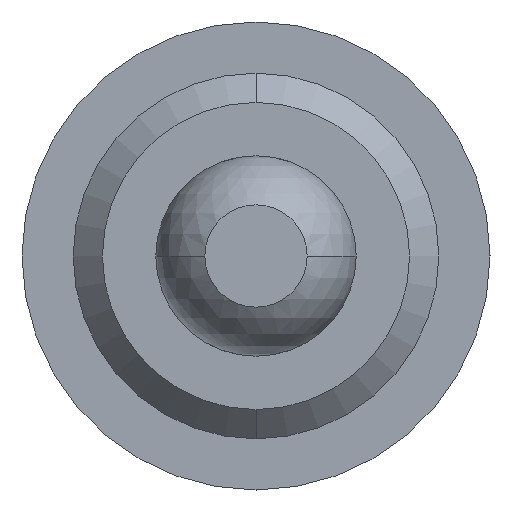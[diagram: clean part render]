
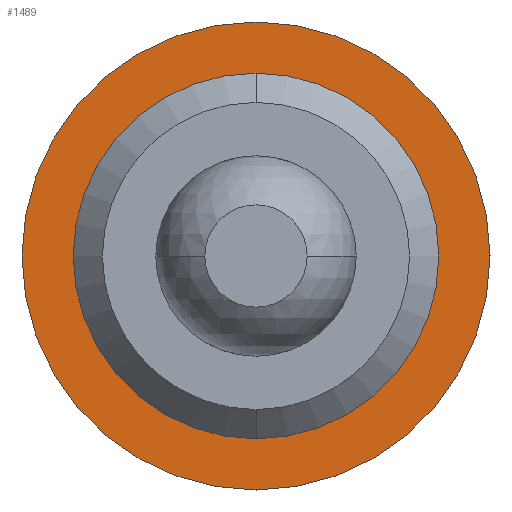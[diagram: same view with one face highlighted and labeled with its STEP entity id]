
A CAD part, front view. The second image highlights one B-rep face of the part: STEP entity #1489.
In plain terms, the highlighted planar face has unit normal (0, -1, 0).
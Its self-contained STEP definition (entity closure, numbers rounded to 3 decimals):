
#28 = EDGE_CURVE ( 'Defeature ausgef�hrt2_1+Defeature ausgef�hrt2_2+Defeature ausgef�hrt2_2+Defeature ausgef�hrt2_2', #4981, #4015, #3811, .T. ) ;
#188 = CIRCLE ( 'NONE', #203, 1.6 ) ;
#203 = AXIS2_PLACEMENT_3D ( 'NONE', #5117, #1891, #963 ) ;
#207 = ORIENTED_EDGE ( 'NONE', *, *, #372, .F. ) ;
#221 = DIRECTION ( 'NONE',  ( 0., 1., 0. ) ) ;
#234 = VERTEX_POINT ( 'NONE', #432 ) ;
#347 = DIRECTION ( 'NONE',  ( 0., 0., -1. ) ) ;
#372 = EDGE_CURVE ( 'Defeature ausgef�hrt2_1+Defeature ausgef�hrt2_2+Defeature ausgef�hrt2_2+Defeature ausgef�hrt2_2', #4015, #4981, #188, .T. ) ;
#432 = CARTESIAN_POINT ( 'NONE',  ( 0., 6.7, -1.25 ) ) ;
#451 = AXIS2_PLACEMENT_3D ( 'NONE', #3017, #5831, #347 ) ;
#691 = DIRECTION ( 'NONE',  ( 0., 1., 0. ) ) ;
#707 = CARTESIAN_POINT ( 'NONE',  ( 1.09, 6.7, 0. ) ) ;
#723 = ORIENTED_EDGE ( 'NONE', *, *, #5903, .F. ) ;
#963 = DIRECTION ( 'NONE',  ( 0., 0., 1. ) ) ;
#1326 = DIRECTION ( 'NONE',  ( 0., -1., 0. ) ) ;
#1384 = EDGE_LOOP ( 'NONE', ( #2240, #723 ) ) ;
#1399 = AXIS2_PLACEMENT_3D ( 'NONE', #4848, #691, #1586 ) ;
#1489 = ADVANCED_FACE ( 'Defeature ausgef�hrt2_2', ( #4628, #2314 ), #5716, .F. ) ;
#1586 = DIRECTION ( 'NONE',  ( 0., 0., 1. ) ) ;
#1634 = EDGE_CURVE ( 'Defeature ausgef�hrt2_6+Defeature ausgef�hrt2_2+Defeature ausgef�hrt2_2+Defeature ausgef�hrt2_2', #234, #4752, #3513, .T. ) ;
#1688 = CARTESIAN_POINT ( 'NONE',  ( 0., 6.7, 1.25 ) ) ;
#1719 = EDGE_LOOP ( 'NONE', ( #207, #2006 ) ) ;
#1891 = DIRECTION ( 'NONE',  ( 0., 1., 0. ) ) ;
#2006 = ORIENTED_EDGE ( 'NONE', *, *, #28, .F. ) ;
#2240 = ORIENTED_EDGE ( 'NONE', *, *, #1634, .F. ) ;
#2314 = FACE_OUTER_BOUND ( 'NONE', #1719, .T. ) ;
#2698 = CARTESIAN_POINT ( 'NONE',  ( 0., 6.7, 0. ) ) ;
#3017 = CARTESIAN_POINT ( 'NONE',  ( 0., 6.7, 0. ) ) ;
#3383 = DIRECTION ( 'NONE',  ( 0., 0., 1. ) ) ;
#3513 = CIRCLE ( 'NONE', #3562, 1.25 ) ;
#3562 = AXIS2_PLACEMENT_3D ( 'NONE', #2698, #1326, #4585 ) ;
#3759 = CIRCLE ( 'NONE', #451, 1.25 ) ;
#3811 = CIRCLE ( 'NONE', #1399, 1.6 ) ;
#4015 = VERTEX_POINT ( 'NONE', #4269 ) ;
#4269 = CARTESIAN_POINT ( 'NONE',  ( 0., 6.7, 1.6 ) ) ;
#4585 = DIRECTION ( 'NONE',  ( 0., 0., -1. ) ) ;
#4628 = FACE_BOUND ( 'NONE', #1384, .T. ) ;
#4652 = AXIS2_PLACEMENT_3D ( 'NONE', #707, #221, #3383 ) ;
#4752 = VERTEX_POINT ( 'NONE', #1688 ) ;
#4848 = CARTESIAN_POINT ( 'NONE',  ( 0., 6.7, 0. ) ) ;
#4981 = VERTEX_POINT ( 'NONE', #5136 ) ;
#5117 = CARTESIAN_POINT ( 'NONE',  ( 0., 6.7, 0. ) ) ;
#5136 = CARTESIAN_POINT ( 'NONE',  ( 0., 6.7, -1.6 ) ) ;
#5716 = PLANE ( 'NONE',  #4652 ) ;
#5831 = DIRECTION ( 'NONE',  ( 0., -1., 0. ) ) ;
#5903 = EDGE_CURVE ( 'Defeature ausgef�hrt2_6+Defeature ausgef�hrt2_2+Defeature ausgef�hrt2_2+Defeature ausgef�hrt2_2', #4752, #234, #3759, .T. ) ;
